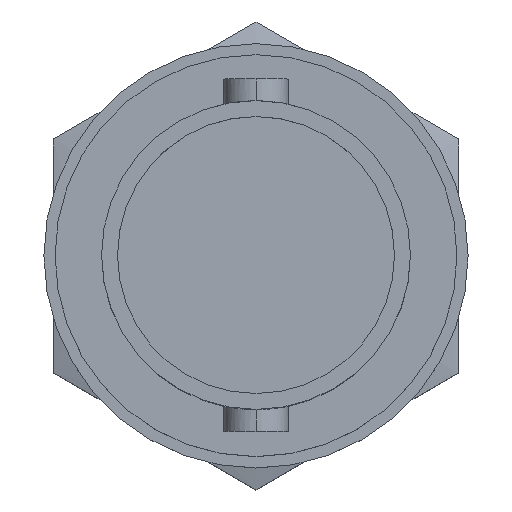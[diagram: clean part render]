
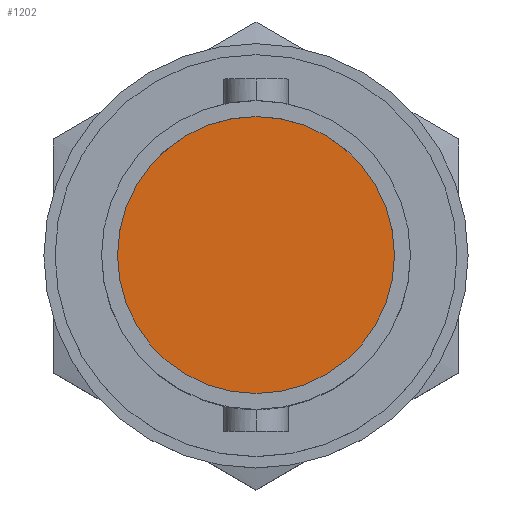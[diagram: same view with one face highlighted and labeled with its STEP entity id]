
A CAD part, top view. The second image highlights one B-rep face of the part: STEP entity #1202.
In plain terms, the highlighted planar face has unit normal (0, 0, 1).
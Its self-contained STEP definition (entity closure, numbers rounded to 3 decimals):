
#149 = VERTEX_POINT ( 'NONE', #4272 ) ;
#1202 = ADVANCED_FACE ( 'NONE', ( #6785 ), #1515, .F. ) ;
#1515 = PLANE ( 'NONE',  #2817 ) ;
#1523 = CARTESIAN_POINT ( 'NONE',  ( 0., 0., -1. ) ) ;
#1524 = DIRECTION ( 'NONE',  ( 0., 0., -1. ) ) ;
#1525 = DIRECTION ( 'NONE',  ( -1., 0., 0. ) ) ;
#2271 = EDGE_CURVE ( 'NONE', #149, #3318, #3587, .T. ) ;
#2338 = EDGE_CURVE ( 'NONE', #3318, #149, #3654, .T. ) ;
#2366 = ORIENTED_EDGE ( 'NONE', *, *, #2271, .T. ) ;
#2405 = ORIENTED_EDGE ( 'NONE', *, *, #2338, .T. ) ;
#2817 = AXIS2_PLACEMENT_3D ( 'NONE', #1523, #1524, #1525 ) ;
#2892 = AXIS2_PLACEMENT_3D ( 'NONE', #5745, #5746, #5747 ) ;
#2911 = AXIS2_PLACEMENT_3D ( 'NONE', #5887, #5888, #5889 ) ;
#3318 = VERTEX_POINT ( 'NONE', #7274 ) ;
#3587 = CIRCLE ( 'NONE', #2892, 4.34 ) ;
#3654 = CIRCLE ( 'NONE', #2911, 4.34 ) ;
#4272 = CARTESIAN_POINT ( 'NONE',  ( 4.34, 0., -1. ) ) ;
#4377 = EDGE_LOOP ( 'NONE', ( #2366, #2405 ) ) ;
#5745 = CARTESIAN_POINT ( 'NONE',  ( 0., 0., -1. ) ) ;
#5746 = DIRECTION ( 'NONE',  ( 0., 0., 1. ) ) ;
#5747 = DIRECTION ( 'NONE',  ( 1., 0., 0. ) ) ;
#5887 = CARTESIAN_POINT ( 'NONE',  ( 0., 0., -1. ) ) ;
#5888 = DIRECTION ( 'NONE',  ( 0., 0., 1. ) ) ;
#5889 = DIRECTION ( 'NONE',  ( 1., 0., 0. ) ) ;
#6785 = FACE_OUTER_BOUND ( 'NONE', #4377, .T. ) ;
#7274 = CARTESIAN_POINT ( 'NONE',  ( -4.34, 0., -1. ) ) ;
